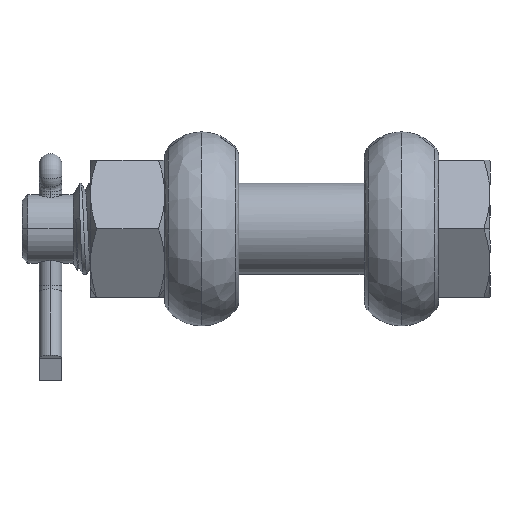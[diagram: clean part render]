
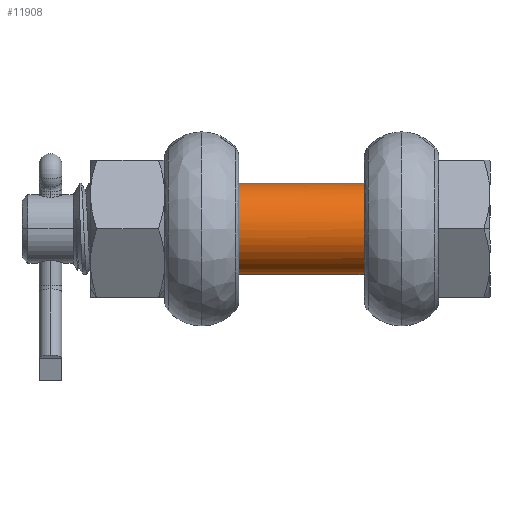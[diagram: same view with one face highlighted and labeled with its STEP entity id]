
A CAD part, front view. The second image highlights one B-rep face of the part: STEP entity #11908.
In plain terms, the highlighted cylindrical face has radius 8 mm (diameter 16 mm), a partial arc.
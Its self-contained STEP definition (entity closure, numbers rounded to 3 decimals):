
#5058 = CARTESIAN_POINT ( 'NONE',  ( 0., -8., 9.25 ) ) ;
#7257 = DIRECTION ( 'NONE',  ( 0., 0., 1. ) ) ;
#7258 = VECTOR ( 'NONE', #7257, 1000. ) ;
#7259 = CARTESIAN_POINT ( 'NONE',  ( 0., -8., 9.25 ) ) ;
#7260 = LINE ( 'NONE', #7259, #7258 ) ;
#7265 = CARTESIAN_POINT ( 'NONE',  ( 0., 8., 56.113 ) ) ;
#7266 = CARTESIAN_POINT ( 'NONE',  ( 0.521, 8., 56.092 ) ) ;
#7267 = CARTESIAN_POINT ( 'NONE',  ( 1.04, 7.95, 56.071 ) ) ;
#7268 = CARTESIAN_POINT ( 'NONE',  ( 1.814, 7.796, 56.039 ) ) ;
#7269 = CARTESIAN_POINT ( 'NONE',  ( 2.07, 7.732, 56.029 ) ) ;
#7270 = CARTESIAN_POINT ( 'NONE',  ( 2.571, 7.58, 56.008 ) ) ;
#7271 = CARTESIAN_POINT ( 'NONE',  ( 2.816, 7.492, 55.997 ) ) ;
#7272 = CARTESIAN_POINT ( 'NONE',  ( 3.297, 7.294, 55.976 ) ) ;
#7273 = CARTESIAN_POINT ( 'NONE',  ( 3.533, 7.182, 55.966 ) ) ;
#7274 = CARTESIAN_POINT ( 'NONE',  ( 3.995, 6.936, 55.945 ) ) ;
#7275 = CARTESIAN_POINT ( 'NONE',  ( 4.222, 6.8, 55.934 ) ) ;
#7276 = CARTESIAN_POINT ( 'NONE',  ( 4.878, 6.363, 55.902 ) ) ;
#7277 = CARTESIAN_POINT ( 'NONE',  ( 5.281, 6.032, 55.882 ) ) ;
#7278 = CARTESIAN_POINT ( 'NONE',  ( 6.019, 5.296, 55.84 ) ) ;
#7279 = CARTESIAN_POINT ( 'NONE',  ( 6.357, 4.885, 55.818 ) ) ;
#7280 = CARTESIAN_POINT ( 'NONE',  ( 6.938, 4.017, 55.776 ) ) ;
#7281 = CARTESIAN_POINT ( 'NONE',  ( 7.185, 3.558, 55.756 ) ) ;
#7282 = CARTESIAN_POINT ( 'NONE',  ( 7.486, 2.832, 55.724 ) ) ;
#7283 = CARTESIAN_POINT ( 'NONE',  ( 7.576, 2.583, 55.713 ) ) ;
#7284 = CARTESIAN_POINT ( 'NONE',  ( 7.729, 2.081, 55.692 ) ) ;
#7285 = CARTESIAN_POINT ( 'NONE',  ( 7.793, 1.828, 55.682 ) ) ;
#7286 = CARTESIAN_POINT ( 'NONE',  ( 7.946, 1.062, 55.65 ) ) ;
#7287 = CARTESIAN_POINT ( 'NONE',  ( 7.999, 0.542, 55.63 ) ) ;
#7288 = CARTESIAN_POINT ( 'NONE',  ( 8.001, -0.513, 55.587 ) ) ;
#7289 = CARTESIAN_POINT ( 'NONE',  ( 7.949, -1.041, 55.566 ) ) ;
#7290 = CARTESIAN_POINT ( 'NONE',  ( 7.745, -2.071, 55.524 ) ) ;
#7291 = CARTESIAN_POINT ( 'NONE',  ( 7.591, -2.579, 55.503 ) ) ;
#7292 = CARTESIAN_POINT ( 'NONE',  ( 7.191, -3.543, 55.461 ) ) ;
#7293 = CARTESIAN_POINT ( 'NONE',  ( 6.946, -4.003, 55.44 ) ) ;
#7294 = CARTESIAN_POINT ( 'NONE',  ( 6.509, -4.658, 55.408 ) ) ;
#7295 = CARTESIAN_POINT ( 'NONE',  ( 6.351, -4.871, 55.397 ) ) ;
#7296 = CARTESIAN_POINT ( 'NONE',  ( 6.019, -5.276, 55.376 ) ) ;
#7297 = CARTESIAN_POINT ( 'NONE',  ( 5.844, -5.469, 55.366 ) ) ;
#7298 = CARTESIAN_POINT ( 'NONE',  ( 5.292, -6.022, 55.335 ) ) ;
#7299 = CARTESIAN_POINT ( 'NONE',  ( 4.888, -6.355, 55.314 ) ) ;
#7300 = CARTESIAN_POINT ( 'NONE',  ( 4.011, -6.942, 55.271 ) ) ;
#7301 = CARTESIAN_POINT ( 'NONE',  ( 3.545, -7.191, 55.25 ) ) ;
#7344 = CARTESIAN_POINT ( 'NONE',  ( 2.576, -7.592, 55.208 ) ) ;
#7345 = CARTESIAN_POINT ( 'NONE',  ( 2.067, -7.746, 55.187 ) ) ;
#7346 = CARTESIAN_POINT ( 'NONE',  ( 1.044, -7.949, 55.145 ) ) ;
#7347 = CARTESIAN_POINT ( 'NONE',  ( 0.525, -8., 55.124 ) ) ;
#7348 = CARTESIAN_POINT ( 'NONE',  ( 0., -8., 55.103 ) ) ;
#7350 = B_SPLINE_CURVE_WITH_KNOTS ( 'NONE', 3,
 ( #7348, #7347, #7346, #7345, #7344, #7301, #7300, #7299, #7298, #7297, #7296, #7295, #7294, #7293, #7292, #7291, #7290, #7289, #7288, #7287, #7286, #7285, #7284, #7283, #7282, #7281, #7280, #7279, #7278, #7277, #7276, #7275, #7274, #7273, #7272, #7271, #7270, #7269, #7268, #7267, #7266, #7265 ),
 .UNSPECIFIED., .F., .F.,
 ( 4, 2, 2, 2, 2, 2, 2, 2, 2, 2, 2, 2, 2, 2, 2, 2, 2, 2, 2, 2, 4 ),
 ( -0.005, -0.003, -0.002, 0., 0.001, 0.002, 0.003, 0.005, 0.006, 0.008, 0.009, 0.01, 0.011, 0.012, 0.014, 0.015, 0.016, 0.017, 0.018, 0.019, 0.02 ),
 .UNSPECIFIED. ) ;
#7351 = CARTESIAN_POINT ( 'NONE',  ( 0., -8., 55.103 ) ) ;
#7352 = CARTESIAN_POINT ( 'NONE',  ( 0., 8., 56.113 ) ) ;
#7353 = DIRECTION ( 'NONE',  ( 0., 0., 1. ) ) ;
#7354 = VECTOR ( 'NONE', #7353, 1000. ) ;
#7355 = CARTESIAN_POINT ( 'NONE',  ( 0., 8., 9.25 ) ) ;
#7359 = LINE ( 'NONE', #7355, #7354 ) ;
#7363 = CARTESIAN_POINT ( 'NONE',  ( 0., 8., 9.25 ) ) ;
#7364 = DIRECTION ( 'NONE',  ( -1., 0., 0. ) ) ;
#7365 = DIRECTION ( 'NONE',  ( 0., 0., 1. ) ) ;
#7366 = CARTESIAN_POINT ( 'NONE',  ( 0., 0., 9.25 ) ) ;
#7367 = AXIS2_PLACEMENT_3D ( 'NONE', #7366, #7365, #7364 ) ;
#7368 = CIRCLE ( 'NONE', #7367, 8. ) ;
#7532 = DIRECTION ( 'NONE',  ( -1., 0., 0. ) ) ;
#7533 = DIRECTION ( 'NONE',  ( 0., 0., 1. ) ) ;
#7534 = CARTESIAN_POINT ( 'NONE',  ( 0., 0., 9.25 ) ) ;
#7535 = AXIS2_PLACEMENT_3D ( 'NONE', #7534, #7533, #7532 ) ;
#7536 = CIRCLE ( 'NONE', #7535, 8. ) ;
#7538 = CARTESIAN_POINT ( 'NONE',  ( 8., 0., 9.25 ) ) ;
#11908 = ADVANCED_FACE ( 'NONE', ( #20846 ), #20845, .T. ) ;
#11911 = EDGE_LOOP ( 'NONE', ( #12845, #12847, #12852, #12857, #12863 ) ) ;
#12499 = VERTEX_POINT ( 'NONE', #5058 ) ;
#12845 = ORIENTED_EDGE ( 'NONE', *, *, #12889, .T. ) ;
#12847 = ORIENTED_EDGE ( 'NONE', *, *, #12849, .T. ) ;
#12849 = EDGE_CURVE ( 'NONE', #12885, #12850, #7368, .T. ) ;
#12850 = VERTEX_POINT ( 'NONE', #7363 ) ;
#12852 = ORIENTED_EDGE ( 'NONE', *, *, #12853, .T. ) ;
#12853 = EDGE_CURVE ( 'NONE', #12850, #12855, #7359, .T. ) ;
#12855 = VERTEX_POINT ( 'NONE', #7352 ) ;
#12857 = ORIENTED_EDGE ( 'NONE', *, *, #12859, .F. ) ;
#12859 = EDGE_CURVE ( 'NONE', #12861, #12855, #7350, .T. ) ;
#12861 = VERTEX_POINT ( 'NONE', #7351 ) ;
#12863 = ORIENTED_EDGE ( 'NONE', *, *, #12865, .F. ) ;
#12865 = EDGE_CURVE ( 'NONE', #12499, #12861, #7260, .T. ) ;
#12885 = VERTEX_POINT ( 'NONE', #7538 ) ;
#12889 = EDGE_CURVE ( 'NONE', #12499, #12885, #7536, .T. ) ;
#20749 = DIRECTION ( 'NONE',  ( 0., -1., 0. ) ) ;
#20750 = DIRECTION ( 'NONE',  ( 0., 0., 1. ) ) ;
#20843 = CARTESIAN_POINT ( 'NONE',  ( 0., 0., 9.25 ) ) ;
#20844 = AXIS2_PLACEMENT_3D ( 'NONE', #20843, #20750, #20749 ) ;
#20845 = CYLINDRICAL_SURFACE ( 'NONE', #20844, 8. ) ;
#20846 = FACE_OUTER_BOUND ( 'NONE', #11911, .T. ) ;
